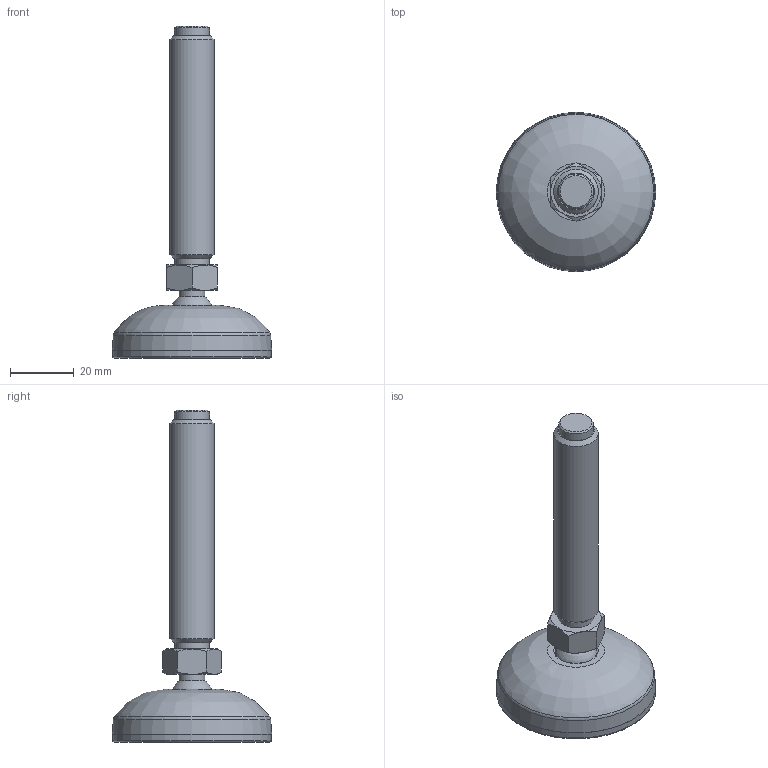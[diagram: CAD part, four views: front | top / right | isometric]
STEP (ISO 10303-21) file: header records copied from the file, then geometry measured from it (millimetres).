
FILE_DESCRIPTION(/* description */ ('AC2F'),/* implementation_level */ '2;1');
FILE_NAME(/* name */ '6322270_PRST50',/* time_stamp */ '2018-05-25T14:07:19+02:00',/* author */ ('Zorzan Davide'),/* organization */ ('Gamm Srl.'),/* preprocessor_version */ 'ST-DEVELOPER v16.7',/* originating_system */ 'DEX',/* authorisation */ $);
FILE_SCHEMA (('CONFIG_CONTROL_DESIGN'));
Length unit declared in the file: millimetre
Products named in the file (1): 6322270_PRST50
Bounding box: 50 x 50 x 104.2 mm (x, y, z)
Volume: 32704.8 mm3; surface area: 13813.2 mm2
Topology: 1 solids, 3 shells, 65 faces, 158 edges, 103 vertices
Faces by surface type: plane 32, torus 10, cylinder 9, cone 9, sphere 5
Full cylindrical faces by diameter (mm): 8.062 x1, 11 x2, 13.28 x1, 14 x3, 14.5 x1, 43.97 x1
Entity records: 2228 total; most frequent: CARTESIAN_POINT 368, DIRECTION 298, ORIENTED_EDGE 244, AXIS2_PLACEMENT_3D 130, EDGE_CURVE 122, EDGE_LOOP 98, FACE_BOUND 98, VERTEX_POINT 92
